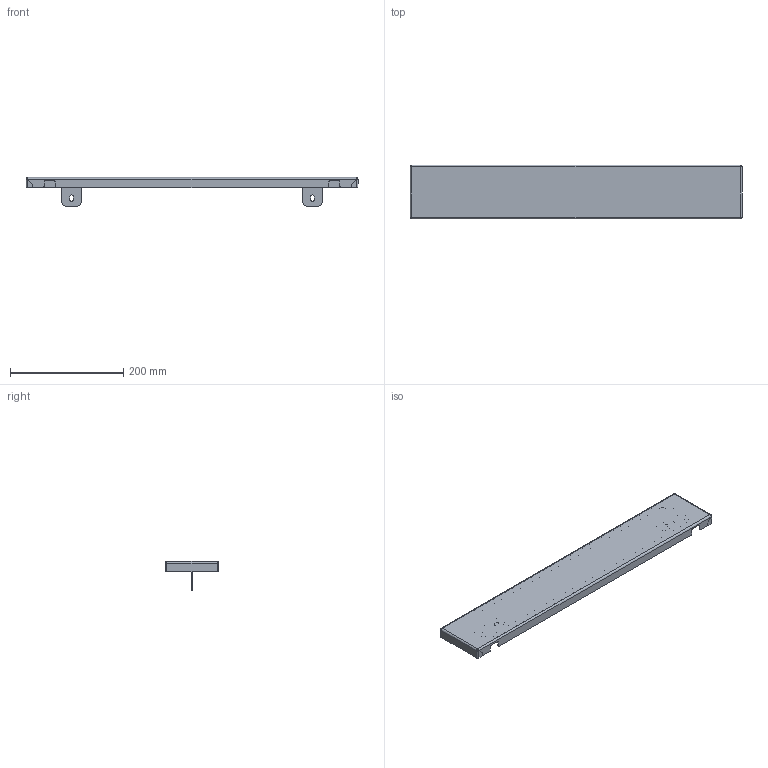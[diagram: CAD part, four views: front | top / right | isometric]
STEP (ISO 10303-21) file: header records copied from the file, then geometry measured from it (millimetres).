
FILE_DESCRIPTION (( 'STEP AP214' ), '1' );
FILE_NAME ('646.010.STEP', '2024-10-14T06:17:48', ( '' ), ( '' ), 'SwSTEP 2.0', 'SolidWorks 2021', '' );
FILE_SCHEMA (( 'AUTOMOTIVE_DESIGN' ));
Length unit declared in the file: millimetre
Products named in the file (6): Ãàéêà M6 DIN6923.step; Ãàñêåòèíã W600H100; Ñòàðòîâàÿ ïàíåëü ñïëîøíàÿ W600H100; Øïèëüêà ïðèâàðíàÿ Ì6õ16; 640.001; 646.010
Assembly tree (8 placements, depth 2):
  646.010
    Ñòàðòîâàÿ ïàíåëü ñïëîøíàÿ W600H100
    Øïèëüêà ïðèâàðíàÿ Ì6õ16  x2
    Ãàñêåòèíã W600H100
    640.001  x2
    Ãàéêà M6 DIN6923.step  x2
Bounding box: 585.6 x 95 x 51.5 mm (x, y, z)
Volume: 148082.8 mm3; surface area: 191769.5 mm2
Topology: 8 solids, 8 shells, 271 faces, 655 edges, 400 vertices
Faces by surface type: plane 141, cylinder 80, cone 24, torus 22, bspline 4
Entity records: 6341 total; most frequent: CARTESIAN_POINT 1580, DIRECTION 971, ORIENTED_EDGE 918, EDGE_CURVE 459, AXIS2_PLACEMENT_3D 349, VERTEX_POINT 274, LINE 273, VECTOR 273
